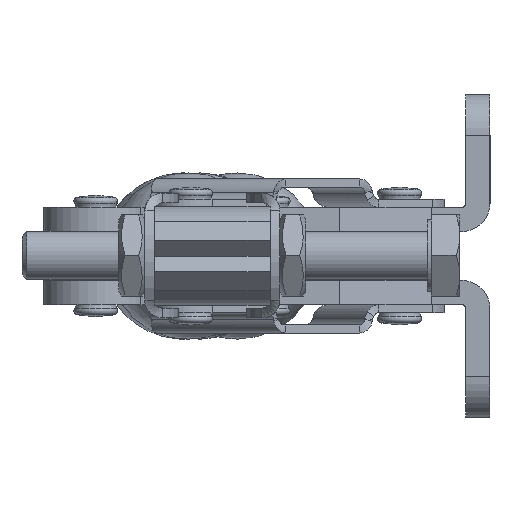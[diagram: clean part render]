
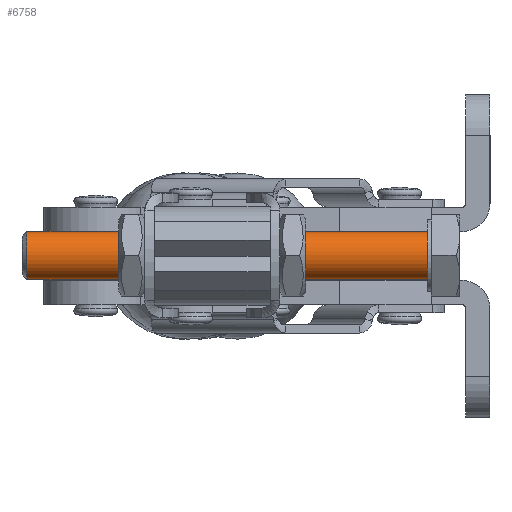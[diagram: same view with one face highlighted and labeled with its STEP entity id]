
A CAD part, left-side view. The second image highlights one B-rep face of the part: STEP entity #6758.
In plain terms, the highlighted cylindrical face has radius 3 mm (diameter 6 mm), a full revolution.
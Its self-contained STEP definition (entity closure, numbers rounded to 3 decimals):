
#861=LINE('',#16319,#1345);
#1345=VECTOR('',#9420,3.);
#1548=CYLINDRICAL_SURFACE('',#7651,3.);
#1860=FACE_OUTER_BOUND('',#2286,.T.);
#2286=EDGE_LOOP('',(#6065,#6066,#6067,#6068,#6069));
#2735=CIRCLE('',#7652,3.);
#2736=CIRCLE('',#7653,3.);
#2737=CIRCLE('',#7654,3.);
#3331=VERTEX_POINT('',#16315);
#3332=VERTEX_POINT('',#16316);
#3333=VERTEX_POINT('',#16318);
#4259=EDGE_CURVE('',#3331,#3332,#2735,.T.);
#4260=EDGE_CURVE('',#3331,#3333,#861,.T.);
#4261=EDGE_CURVE('',#3333,#3333,#2736,.T.);
#4262=EDGE_CURVE('',#3332,#3331,#2737,.T.);
#6065=ORIENTED_EDGE('',*,*,#4259,.F.);
#6066=ORIENTED_EDGE('',*,*,#4260,.T.);
#6067=ORIENTED_EDGE('',*,*,#4261,.T.);
#6068=ORIENTED_EDGE('',*,*,#4260,.F.);
#6069=ORIENTED_EDGE('',*,*,#4262,.F.);
#6758=ADVANCED_FACE('',(#1860),#1548,.T.);
#7651=AXIS2_PLACEMENT_3D('',#16314,#9416,#9417);
#7652=AXIS2_PLACEMENT_3D('',#16317,#9418,#9419);
#7653=AXIS2_PLACEMENT_3D('',#16320,#9421,#9422);
#7654=AXIS2_PLACEMENT_3D('',#16321,#9423,#9424);
#9416=DIRECTION('center_axis',(0.,1.,0.));
#9417=DIRECTION('ref_axis',(-1.,0.,0.));
#9418=DIRECTION('center_axis',(0.,1.,0.));
#9419=DIRECTION('ref_axis',(1.,0.,0.));
#9420=DIRECTION('',(0.,-1.,0.));
#9421=DIRECTION('center_axis',(0.,1.,0.));
#9422=DIRECTION('ref_axis',(-1.,0.,0.));
#9423=DIRECTION('center_axis',(0.,1.,0.));
#9424=DIRECTION('ref_axis',(1.,0.,0.));
#16314=CARTESIAN_POINT('Origin',(-110.325,68.038,-2.935));
#16315=CARTESIAN_POINT('',(-107.325,90.925,-2.935));
#16316=CARTESIAN_POINT('',(-113.325,90.925,-2.935));
#16317=CARTESIAN_POINT('Origin',(-110.325,90.925,-2.935));
#16318=CARTESIAN_POINT('',(-107.325,41.538,-2.935));
#16319=CARTESIAN_POINT('',(-107.325,68.038,-2.935));
#16320=CARTESIAN_POINT('Origin',(-110.325,41.538,-2.935));
#16321=CARTESIAN_POINT('Origin',(-110.325,90.925,-2.935));
